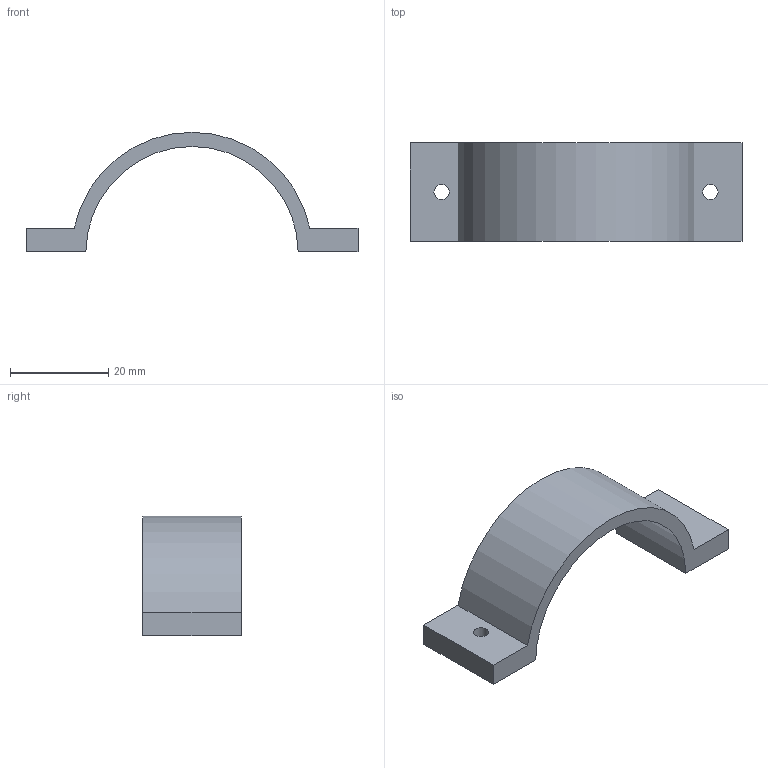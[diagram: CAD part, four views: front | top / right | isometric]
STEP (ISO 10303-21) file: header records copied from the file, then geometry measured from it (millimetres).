
FILE_DESCRIPTION(/* description */ (''),/* implementation_level */ '2;1');
FILE_NAME(/* name */ 'motor holder.step',/* time_stamp */ '2019-10-02T03:01:38+09:00',/* author */ (''),/* organization */ (''),/* preprocessor_version */ 'ST-DEVELOPER v18',/* originating_system */ 'Autodesk Translation Framework v8.6.0.1094',/* authorisation */ '');
FILE_SCHEMA (('AUTOMOTIVE_DESIGN { 1 0 10303 214 3 1 1 }'));
Length unit declared in the file: millimetre
Products named in the file (1): motor holder
Bounding box: 67.57 x 20 x 24.3 mm (x, y, z)
Volume: 5921.2 mm3; surface area: 4421.2 mm2
Topology: 1 solids, 1 shells, 14 faces, 40 edges, 28 vertices
Faces by surface type: plane 10, cylinder 4
Full cylindrical faces by diameter (mm): 3.1 x2
Entity records: 514 total; most frequent: CARTESIAN_POINT 83, ORIENTED_EDGE 80, DIRECTION 80, EDGE_CURVE 40, LINE 30, VECTOR 30, VERTEX_POINT 28, AXIS2_PLACEMENT_3D 25
